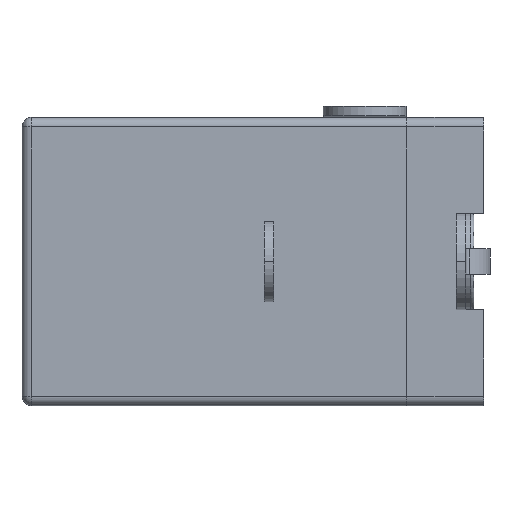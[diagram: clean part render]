
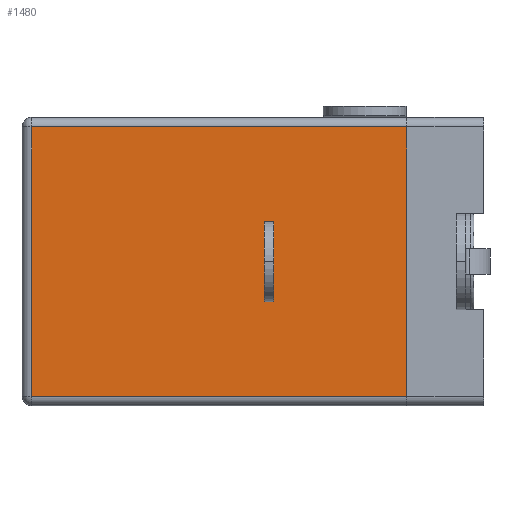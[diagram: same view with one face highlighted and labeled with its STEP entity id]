
A CAD part, front view. The second image highlights one B-rep face of the part: STEP entity #1480.
In plain terms, the highlighted planar face has unit normal (0, -1, 0).
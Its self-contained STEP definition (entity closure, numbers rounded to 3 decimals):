
#34 = PLANE ( 'NONE',  #3531 ) ;
#89 = CARTESIAN_POINT ( 'NONE',  ( -6.9, 0., 4.2 ) ) ;
#230 = CARTESIAN_POINT ( 'NONE',  ( 7.2, 0., -4.2 ) ) ;
#647 = EDGE_LOOP ( 'NONE', ( #2866, #2221, #900, #3456 ) ) ;
#900 = ORIENTED_EDGE ( 'NONE', *, *, #3520, .T. ) ;
#979 = EDGE_CURVE ( 'NONE', #3053, #2826, #4079, .T. ) ;
#1298 = LINE ( 'NONE', #1995, #2480 ) ;
#1348 = CARTESIAN_POINT ( 'NONE',  ( 7.2, 0., 4.5 ) ) ;
#1480 = ADVANCED_FACE ( 'NONE', ( #2962 ), #34, .F. ) ;
#1547 = DIRECTION ( 'NONE',  ( 1., 0., 0. ) ) ;
#1573 = VECTOR ( 'NONE', #1547, 1000. ) ;
#1585 = CARTESIAN_POINT ( 'NONE',  ( 4.8, 0., -4.2 ) ) ;
#1826 = LINE ( 'NONE', #2484, #3626 ) ;
#1829 = VERTEX_POINT ( 'NONE', #89 ) ;
#1995 = CARTESIAN_POINT ( 'NONE',  ( 4.8, 0., 4.5 ) ) ;
#2221 = ORIENTED_EDGE ( 'NONE', *, *, #2939, .T. ) ;
#2427 = CARTESIAN_POINT ( 'NONE',  ( -6.9, 0., -4.2 ) ) ;
#2480 = VECTOR ( 'NONE', #4208, 1000. ) ;
#2484 = CARTESIAN_POINT ( 'NONE',  ( -6.9, 0., 4.5 ) ) ;
#2557 = LINE ( 'NONE', #3861, #2958 ) ;
#2644 = DIRECTION ( 'NONE',  ( 0., 1., 0. ) ) ;
#2826 = VERTEX_POINT ( 'NONE', #1585 ) ;
#2866 = ORIENTED_EDGE ( 'NONE', *, *, #979, .T. ) ;
#2939 = EDGE_CURVE ( 'NONE', #2826, #3717, #1298, .T. ) ;
#2958 = VECTOR ( 'NONE', #3823, 1000. ) ;
#2962 = FACE_OUTER_BOUND ( 'NONE', #647, .T. ) ;
#3053 = VERTEX_POINT ( 'NONE', #2427 ) ;
#3446 = DIRECTION ( 'NONE',  ( 0., 0., -1. ) ) ;
#3456 = ORIENTED_EDGE ( 'NONE', *, *, #4109, .T. ) ;
#3520 = EDGE_CURVE ( 'NONE', #3717, #1829, #2557, .T. ) ;
#3531 = AXIS2_PLACEMENT_3D ( 'NONE', #1348, #2644, #3945 ) ;
#3626 = VECTOR ( 'NONE', #3446, 1000. ) ;
#3717 = VERTEX_POINT ( 'NONE', #4118 ) ;
#3823 = DIRECTION ( 'NONE',  ( -1., 0., 0. ) ) ;
#3861 = CARTESIAN_POINT ( 'NONE',  ( 7.2, 0., 4.2 ) ) ;
#3945 = DIRECTION ( 'NONE',  ( 0., 0., 1. ) ) ;
#4079 = LINE ( 'NONE', #230, #1573 ) ;
#4109 = EDGE_CURVE ( 'NONE', #1829, #3053, #1826, .T. ) ;
#4118 = CARTESIAN_POINT ( 'NONE',  ( 4.8, 0., 4.2 ) ) ;
#4208 = DIRECTION ( 'NONE',  ( 0., 0., 1. ) ) ;
